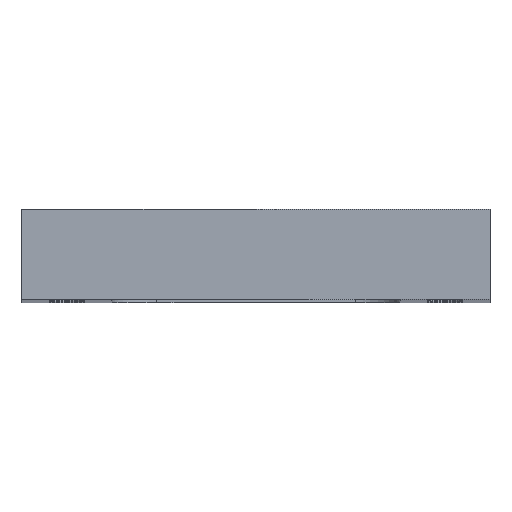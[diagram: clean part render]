
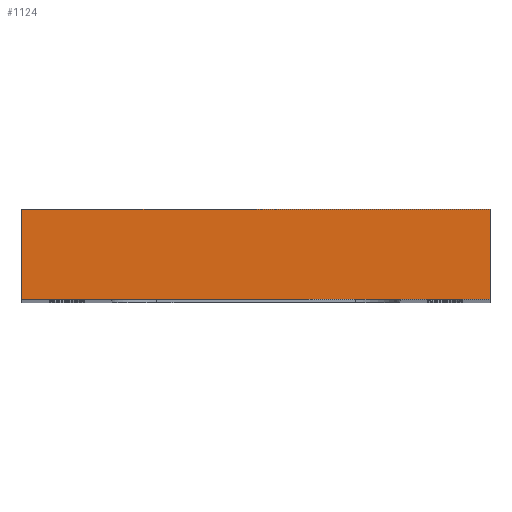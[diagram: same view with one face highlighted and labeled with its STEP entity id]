
A CAD part, top view. The second image highlights one B-rep face of the part: STEP entity #1124.
In plain terms, the highlighted planar face has unit normal (0, 0, 1).
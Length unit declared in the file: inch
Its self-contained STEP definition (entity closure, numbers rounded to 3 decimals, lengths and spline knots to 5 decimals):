
#246=FACE_OUTER_BOUND('',#286,.T.);
#286=EDGE_LOOP('',(#939,#940,#941,#942));
#390=LINE('',#1978,#444);
#391=LINE('',#1981,#445);
#392=LINE('',#1983,#446);
#393=LINE('',#1984,#447);
#444=VECTOR('',#1642,0.3937);
#445=VECTOR('',#1645,0.3937);
#446=VECTOR('',#1646,0.3937);
#447=VECTOR('',#1647,0.3937);
#573=VERTEX_POINT('',#1971);
#576=VERTEX_POINT('',#1976);
#577=VERTEX_POINT('',#1980);
#578=VERTEX_POINT('',#1982);
#738=EDGE_CURVE('',#573,#576,#390,.T.);
#739=EDGE_CURVE('',#577,#573,#391,.T.);
#740=EDGE_CURVE('',#578,#576,#392,.T.);
#741=EDGE_CURVE('',#577,#578,#393,.T.);
#939=ORIENTED_EDGE('',*,*,#739,.T.);
#940=ORIENTED_EDGE('',*,*,#738,.T.);
#941=ORIENTED_EDGE('',*,*,#740,.F.);
#942=ORIENTED_EDGE('',*,*,#741,.F.);
#1084=PLANE('',#1296);
#1124=ADVANCED_FACE('',(#246),#1084,.T.);
#1296=AXIS2_PLACEMENT_3D('',#1979,#1643,#1644);
#1642=DIRECTION('',(0.,1.,0.));
#1643=DIRECTION('center_axis',(0.,0.,1.));
#1644=DIRECTION('ref_axis',(1.,0.,0.));
#1645=DIRECTION('',(1.,0.,0.));
#1646=DIRECTION('',(1.,0.,0.));
#1647=DIRECTION('',(0.,1.,0.));
#1971=CARTESIAN_POINT('',(-4.05,0.,12.));
#1976=CARTESIAN_POINT('',(-4.05,0.5,12.));
#1978=CARTESIAN_POINT('',(-4.05,0.,12.));
#1979=CARTESIAN_POINT('Origin',(-6.65,0.,12.));
#1980=CARTESIAN_POINT('',(-6.65,0.,12.));
#1981=CARTESIAN_POINT('',(-6.65,0.,12.));
#1982=CARTESIAN_POINT('',(-6.65,0.5,12.));
#1983=CARTESIAN_POINT('',(-6.65,0.5,12.));
#1984=CARTESIAN_POINT('',(-6.65,0.,12.));
